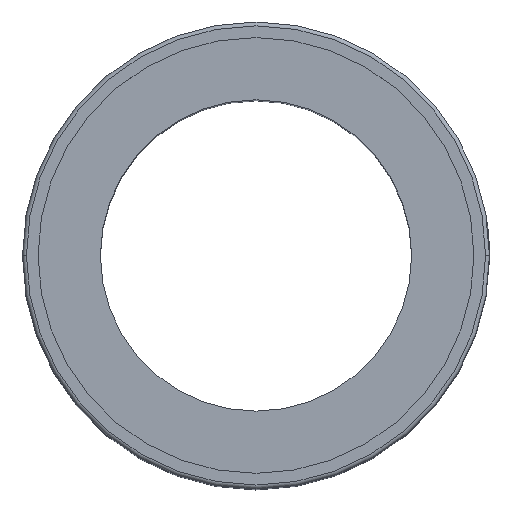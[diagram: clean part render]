
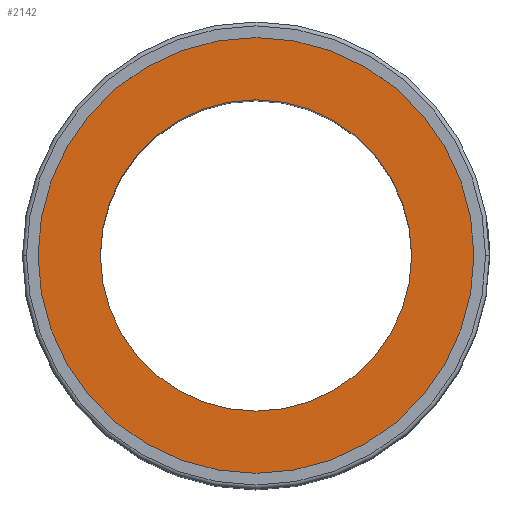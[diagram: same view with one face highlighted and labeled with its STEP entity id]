
A CAD part, top view. The second image highlights one B-rep face of the part: STEP entity #2142.
In plain terms, the highlighted planar face has unit normal (0, 0, 1).
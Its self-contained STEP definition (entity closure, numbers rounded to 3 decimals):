
#113 = CIRCLE ( 'NONE', #12011, 20. ) ;
#476 = DIRECTION ( 'NONE',  ( 1., 0., 0. ) ) ;
#480 = CIRCLE ( 'NONE', #14775, 20. ) ;
#619 = EDGE_CURVE ( 'NONE', #9706, #5770, #13778, .T. ) ;
#767 = CARTESIAN_POINT ( 'NONE',  ( 0., 0., 39.3 ) ) ;
#962 = DIRECTION ( 'NONE',  ( 0., 0., 1. ) ) ;
#1777 = ORIENTED_EDGE ( 'NONE', *, *, #6084, .F. ) ;
#2023 = AXIS2_PLACEMENT_3D ( 'NONE', #767, #6397, #476 ) ;
#2142 = ADVANCED_FACE ( 'NONE', ( #9954, #13448 ), #7677, .T. ) ;
#3050 = DIRECTION ( 'NONE',  ( 1., 0., 0. ) ) ;
#3640 = DIRECTION ( 'NONE',  ( 0., 0., 1. ) ) ;
#4088 = AXIS2_PLACEMENT_3D ( 'NONE', #5989, #3640, #4767 ) ;
#4767 = DIRECTION ( 'NONE',  ( 1., 0., 0. ) ) ;
#4836 = CARTESIAN_POINT ( 'NONE',  ( -28., 0., 39.3 ) ) ;
#5360 = ORIENTED_EDGE ( 'NONE', *, *, #14688, .T. ) ;
#5740 = AXIS2_PLACEMENT_3D ( 'NONE', #9231, #962, #11584 ) ;
#5770 = VERTEX_POINT ( 'NONE', #4836 ) ;
#5959 = ORIENTED_EDGE ( 'NONE', *, *, #13654, .F. ) ;
#5989 = CARTESIAN_POINT ( 'NONE',  ( 0., 0., 39.3 ) ) ;
#6084 = EDGE_CURVE ( 'NONE', #12643, #7655, #113, .T. ) ;
#6397 = DIRECTION ( 'NONE',  ( 0., 0., 1. ) ) ;
#6624 = DIRECTION ( 'NONE',  ( 0., 0., 1. ) ) ;
#6716 = CIRCLE ( 'NONE', #5740, 28. ) ;
#7573 = CARTESIAN_POINT ( 'NONE',  ( 0., 0., 39.3 ) ) ;
#7630 = EDGE_LOOP ( 'NONE', ( #13485, #5360 ) ) ;
#7655 = VERTEX_POINT ( 'NONE', #10725 ) ;
#7677 = PLANE ( 'NONE',  #2023 ) ;
#9231 = CARTESIAN_POINT ( 'NONE',  ( 0., 0., 39.3 ) ) ;
#9706 = VERTEX_POINT ( 'NONE', #11234 ) ;
#9954 = FACE_BOUND ( 'NONE', #11510, .T. ) ;
#10725 = CARTESIAN_POINT ( 'NONE',  ( 20., 0., 39.3 ) ) ;
#10831 = CARTESIAN_POINT ( 'NONE',  ( -20., 0., 39.3 ) ) ;
#11058 = DIRECTION ( 'NONE',  ( 0., 0., 1. ) ) ;
#11234 = CARTESIAN_POINT ( 'NONE',  ( 28., 0., 39.3 ) ) ;
#11510 = EDGE_LOOP ( 'NONE', ( #1777, #5959 ) ) ;
#11584 = DIRECTION ( 'NONE',  ( 1., 0., 0. ) ) ;
#12011 = AXIS2_PLACEMENT_3D ( 'NONE', #14742, #6624, #3050 ) ;
#12643 = VERTEX_POINT ( 'NONE', #10831 ) ;
#13448 = FACE_OUTER_BOUND ( 'NONE', #7630, .T. ) ;
#13484 = DIRECTION ( 'NONE',  ( 1., 0., 0. ) ) ;
#13485 = ORIENTED_EDGE ( 'NONE', *, *, #619, .T. ) ;
#13654 = EDGE_CURVE ( 'NONE', #7655, #12643, #480, .T. ) ;
#13778 = CIRCLE ( 'NONE', #4088, 28. ) ;
#14688 = EDGE_CURVE ( 'NONE', #5770, #9706, #6716, .T. ) ;
#14742 = CARTESIAN_POINT ( 'NONE',  ( 0., 0., 39.3 ) ) ;
#14775 = AXIS2_PLACEMENT_3D ( 'NONE', #7573, #11058, #13484 ) ;
